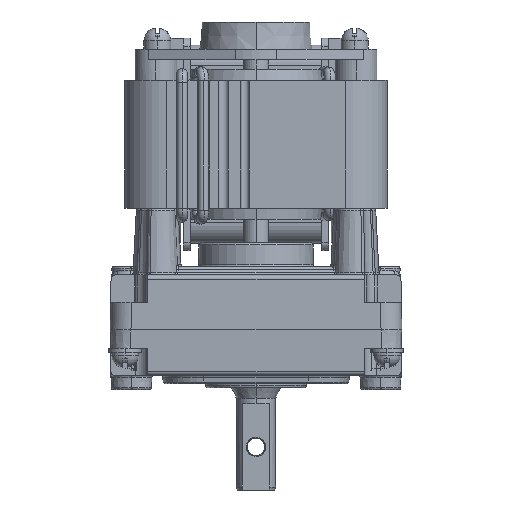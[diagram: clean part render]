
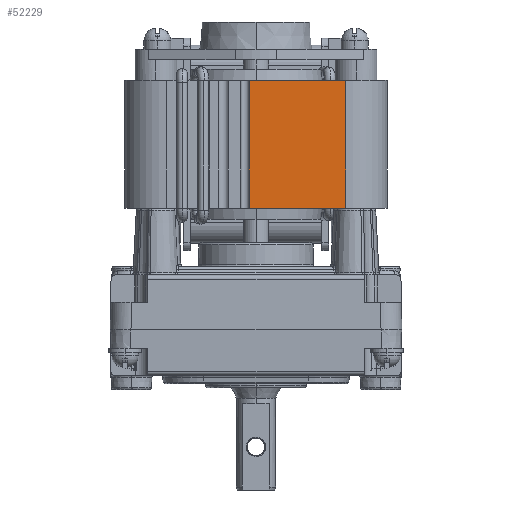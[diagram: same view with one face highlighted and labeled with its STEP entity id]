
A CAD part, left-side view. The second image highlights one B-rep face of the part: STEP entity #52229.
In plain terms, the highlighted planar face has unit normal (-1, 0, 0).
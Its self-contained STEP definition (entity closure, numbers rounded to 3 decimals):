
#286 = ORIENTED_EDGE ( 'NONE', *, *, #82023, .T. ) ;
#1147 = DIRECTION ( 'NONE',  ( 0., 1., 0. ) ) ;
#1642 = CARTESIAN_POINT ( 'NONE',  ( -57.95, -21.5, 59.9 ) ) ;
#2461 = VECTOR ( 'NONE', #48519, 1000. ) ;
#4874 = LINE ( 'NONE', #58241, #7310 ) ;
#7310 = VECTOR ( 'NONE', #96444, 1000. ) ;
#23370 = EDGE_LOOP ( 'NONE', ( #44694, #64320, #27874, #286 ) ) ;
#27874 = ORIENTED_EDGE ( 'NONE', *, *, #86697, .F. ) ;
#27956 = EDGE_CURVE ( 'NONE', #63175, #60471, #4874, .T. ) ;
#29270 = VECTOR ( 'NONE', #84232, 1000. ) ;
#33343 = CARTESIAN_POINT ( 'NONE',  ( -57.95, 1.602, 59.9 ) ) ;
#38754 = AXIS2_PLACEMENT_3D ( 'NONE', #33343, #78117, #1147 ) ;
#44694 = ORIENTED_EDGE ( 'NONE', *, *, #27956, .T. ) ;
#46074 = LINE ( 'NONE', #76722, #2461 ) ;
#48519 = DIRECTION ( 'NONE',  ( 0., -1., 0. ) ) ;
#50216 = VERTEX_POINT ( 'NONE', #81915 ) ;
#50717 = CARTESIAN_POINT ( 'NONE',  ( -57.95, 1.602, 29.2 ) ) ;
#52229 = ADVANCED_FACE ( 'NONE', ( #55955 ), #55484, .F. ) ;
#53101 = EDGE_CURVE ( 'NONE', #80990, #60471, #94680, .T. ) ;
#54899 = VECTOR ( 'NONE', #86629, 1000. ) ;
#55484 = PLANE ( 'NONE',  #38754 ) ;
#55955 = FACE_OUTER_BOUND ( 'NONE', #23370, .T. ) ;
#58241 = CARTESIAN_POINT ( 'NONE',  ( -57.95, 1.602, 29.2 ) ) ;
#59608 = LINE ( 'NONE', #83225, #29270 ) ;
#60471 = VERTEX_POINT ( 'NONE', #61290 ) ;
#61290 = CARTESIAN_POINT ( 'NONE',  ( -57.95, -21.5, 29.2 ) ) ;
#63175 = VERTEX_POINT ( 'NONE', #50717 ) ;
#64320 = ORIENTED_EDGE ( 'NONE', *, *, #53101, .F. ) ;
#76722 = CARTESIAN_POINT ( 'NONE',  ( -57.95, 1.602, 59.9 ) ) ;
#78117 = DIRECTION ( 'NONE',  ( 1., 0., 0. ) ) ;
#80990 = VERTEX_POINT ( 'NONE', #91879 ) ;
#81915 = CARTESIAN_POINT ( 'NONE',  ( -57.95, 1.602, 59.9 ) ) ;
#82023 = EDGE_CURVE ( 'NONE', #50216, #63175, #59608, .T. ) ;
#83225 = CARTESIAN_POINT ( 'NONE',  ( -57.95, 1.602, 59.9 ) ) ;
#84232 = DIRECTION ( 'NONE',  ( 0., 0., -1. ) ) ;
#86629 = DIRECTION ( 'NONE',  ( 0., 0., -1. ) ) ;
#86697 = EDGE_CURVE ( 'NONE', #50216, #80990, #46074, .T. ) ;
#91879 = CARTESIAN_POINT ( 'NONE',  ( -57.95, -21.5, 59.9 ) ) ;
#94680 = LINE ( 'NONE', #1642, #54899 ) ;
#96444 = DIRECTION ( 'NONE',  ( 0., -1., 0. ) ) ;
